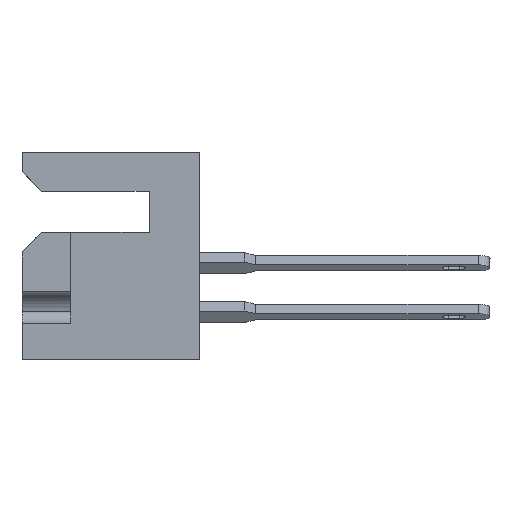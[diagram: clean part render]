
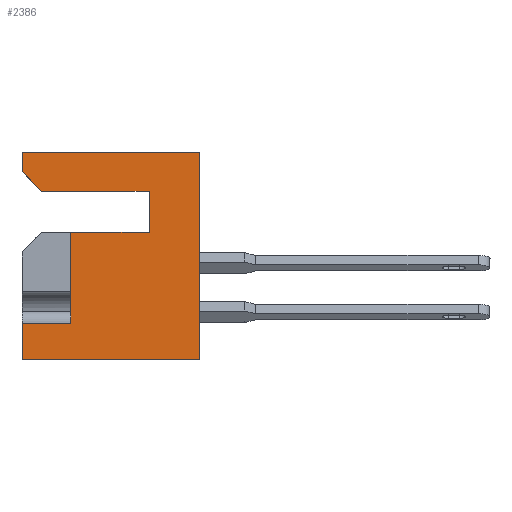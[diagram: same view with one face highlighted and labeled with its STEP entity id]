
A CAD part, left-side view. The second image highlights one B-rep face of the part: STEP entity #2386.
In plain terms, the highlighted planar face has unit normal (-1, 0, 0).
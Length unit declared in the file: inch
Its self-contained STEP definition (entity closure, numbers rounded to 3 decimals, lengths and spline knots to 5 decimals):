
#770 = CARTESIAN_POINT ( 'NONE',  ( 0., 0.128, -0.205 ) ) ;
#827 = VERTEX_POINT ( 'NONE', #16896 ) ;
#1015 = ORIENTED_EDGE ( 'NONE', *, *, #11380, .F. ) ;
#1470 = ORIENTED_EDGE ( 'NONE', *, *, #5792, .T. ) ;
#1685 = EDGE_CURVE ( 'NONE', #14150, #19791, #8332, .T. ) ;
#1754 = LINE ( 'NONE', #2766, #3485 ) ;
#1817 = VERTEX_POINT ( 'NONE', #5002 ) ;
#1976 = CARTESIAN_POINT ( 'NONE',  ( 0., 0., 0. ) ) ;
#2027 = VECTOR ( 'NONE', #13071, 39.37008 ) ;
#2364 = CARTESIAN_POINT ( 'NONE',  ( 0., 0.453, -0.531 ) ) ;
#2386 = ADVANCED_FACE ( 'NONE', ( #7811 ), #8334, .F. ) ;
#2496 = CARTESIAN_POINT ( 'NONE',  ( 0., 0.128, -0.1 ) ) ;
#2681 = VECTOR ( 'NONE', #8617, 39.37008 ) ;
#2766 = CARTESIAN_POINT ( 'NONE',  ( 0., 0.128, -0.1 ) ) ;
#3039 = ORIENTED_EDGE ( 'NONE', *, *, #1685, .F. ) ;
#3414 = DIRECTION ( 'NONE',  ( 0., -0.707, -0.707 ) ) ;
#3485 = VECTOR ( 'NONE', #4246, 39.37008 ) ;
#3627 = VECTOR ( 'NONE', #19298, 39.37008 ) ;
#3746 = CARTESIAN_POINT ( 'NONE',  ( 0., 0.453, 0. ) ) ;
#3805 = CARTESIAN_POINT ( 'NONE',  ( 0., 0., -0.531 ) ) ;
#3913 = VECTOR ( 'NONE', #9385, 39.37008 ) ;
#4048 = CARTESIAN_POINT ( 'NONE',  ( 0., 0.128, -0.205 ) ) ;
#4209 = CARTESIAN_POINT ( 'NONE',  ( 0., 0.453, 0. ) ) ;
#4246 = DIRECTION ( 'NONE',  ( 0., 0., 1. ) ) ;
#4635 = CARTESIAN_POINT ( 'NONE',  ( 0., 0.453, 0. ) ) ;
#4896 = CARTESIAN_POINT ( 'NONE',  ( 0., 0.453, -0.531 ) ) ;
#5002 = CARTESIAN_POINT ( 'NONE',  ( 0., 0.328, -0.437 ) ) ;
#5198 = CARTESIAN_POINT ( 'NONE',  ( 0., 0., 0. ) ) ;
#5250 = CARTESIAN_POINT ( 'NONE',  ( 0., 0.328, -0.437 ) ) ;
#5379 = EDGE_CURVE ( 'NONE', #1817, #14551, #5398, .T. ) ;
#5398 = LINE ( 'NONE', #5250, #2027 ) ;
#5606 = DIRECTION ( 'NONE',  ( 0., 1., 0. ) ) ;
#5618 = LINE ( 'NONE', #770, #8034 ) ;
#5736 = EDGE_CURVE ( 'NONE', #18669, #19791, #17082, .T. ) ;
#5792 = EDGE_CURVE ( 'NONE', #18643, #18159, #7093, .T. ) ;
#5976 = CARTESIAN_POINT ( 'NONE',  ( 0., 0.453, -0.437 ) ) ;
#6326 = AXIS2_PLACEMENT_3D ( 'NONE', #3746, #11505, #14588 ) ;
#6450 = ORIENTED_EDGE ( 'NONE', *, *, #20155, .F. ) ;
#6657 = VECTOR ( 'NONE', #5606, 39.37008 ) ;
#6795 = LINE ( 'NONE', #13305, #2681 ) ;
#6949 = ORIENTED_EDGE ( 'NONE', *, *, #5379, .T. ) ;
#7093 = LINE ( 'NONE', #15666, #7575 ) ;
#7543 = CARTESIAN_POINT ( 'NONE',  ( 0., 0.453, 0. ) ) ;
#7565 = EDGE_CURVE ( 'NONE', #18643, #14150, #14084, .T. ) ;
#7575 = VECTOR ( 'NONE', #3414, 39.37008 ) ;
#7811 = FACE_OUTER_BOUND ( 'NONE', #19681, .T. ) ;
#8034 = VECTOR ( 'NONE', #19560, 39.37008 ) ;
#8332 = LINE ( 'NONE', #4209, #12231 ) ;
#8334 = PLANE ( 'NONE',  #6326 ) ;
#8617 = DIRECTION ( 'NONE',  ( 0., 0., 1. ) ) ;
#8683 = ORIENTED_EDGE ( 'NONE', *, *, #18207, .T. ) ;
#8781 = DIRECTION ( 'NONE',  ( 0., 0., 1. ) ) ;
#9005 = CARTESIAN_POINT ( 'NONE',  ( 0., 0.128, -0.1 ) ) ;
#9207 = ORIENTED_EDGE ( 'NONE', *, *, #5736, .T. ) ;
#9385 = DIRECTION ( 'NONE',  ( 0., 0., 1. ) ) ;
#9790 = DIRECTION ( 'NONE',  ( 0., 0., 1. ) ) ;
#10274 = VERTEX_POINT ( 'NONE', #2364 ) ;
#10309 = EDGE_CURVE ( 'NONE', #17128, #18159, #13450, .T. ) ;
#10922 = LINE ( 'NONE', #4896, #3627 ) ;
#11380 = EDGE_CURVE ( 'NONE', #17595, #17128, #1754, .T. ) ;
#11505 = DIRECTION ( 'NONE',  ( 1., 0., 0. ) ) ;
#12231 = VECTOR ( 'NONE', #19825, 39.37008 ) ;
#12713 = ORIENTED_EDGE ( 'NONE', *, *, #10309, .F. ) ;
#13071 = DIRECTION ( 'NONE',  ( 0., 1., 0. ) ) ;
#13305 = CARTESIAN_POINT ( 'NONE',  ( 0., 0.328, -0.205 ) ) ;
#13450 = LINE ( 'NONE', #2496, #6657 ) ;
#13568 = LINE ( 'NONE', #18133, #14539 ) ;
#13578 = ORIENTED_EDGE ( 'NONE', *, *, #14322, .T. ) ;
#14084 = LINE ( 'NONE', #7543, #3913 ) ;
#14150 = VERTEX_POINT ( 'NONE', #4635 ) ;
#14322 = EDGE_CURVE ( 'NONE', #10274, #18669, #10922, .T. ) ;
#14539 = VECTOR ( 'NONE', #8781, 39.37008 ) ;
#14551 = VERTEX_POINT ( 'NONE', #5976 ) ;
#14588 = DIRECTION ( 'NONE',  ( 0., 0., -1. ) ) ;
#15666 = CARTESIAN_POINT ( 'NONE',  ( 0., 0.403, -0.1 ) ) ;
#15804 = CARTESIAN_POINT ( 'NONE',  ( 0., 0.453, -0.05 ) ) ;
#16316 = CARTESIAN_POINT ( 'NONE',  ( 0., 0.403, -0.1 ) ) ;
#16896 = CARTESIAN_POINT ( 'NONE',  ( 0., 0.328, -0.205 ) ) ;
#17082 = LINE ( 'NONE', #1976, #17588 ) ;
#17128 = VERTEX_POINT ( 'NONE', #9005 ) ;
#17588 = VECTOR ( 'NONE', #9790, 39.37008 ) ;
#17595 = VERTEX_POINT ( 'NONE', #4048 ) ;
#17976 = ORIENTED_EDGE ( 'NONE', *, *, #19334, .F. ) ;
#18133 = CARTESIAN_POINT ( 'NONE',  ( 0., 0.453, 0. ) ) ;
#18159 = VERTEX_POINT ( 'NONE', #16316 ) ;
#18207 = EDGE_CURVE ( 'NONE', #17595, #827, #5618, .T. ) ;
#18619 = ORIENTED_EDGE ( 'NONE', *, *, #7565, .F. ) ;
#18643 = VERTEX_POINT ( 'NONE', #15804 ) ;
#18669 = VERTEX_POINT ( 'NONE', #3805 ) ;
#19298 = DIRECTION ( 'NONE',  ( 0., -1., 0. ) ) ;
#19334 = EDGE_CURVE ( 'NONE', #1817, #827, #6795, .T. ) ;
#19560 = DIRECTION ( 'NONE',  ( 0., 1., 0. ) ) ;
#19681 = EDGE_LOOP ( 'NONE', ( #6949, #6450, #13578, #9207, #3039, #18619, #1470, #12713, #1015, #8683, #17976 ) ) ;
#19791 = VERTEX_POINT ( 'NONE', #5198 ) ;
#19825 = DIRECTION ( 'NONE',  ( 0., -1., 0. ) ) ;
#20155 = EDGE_CURVE ( 'NONE', #10274, #14551, #13568, .T. ) ;
